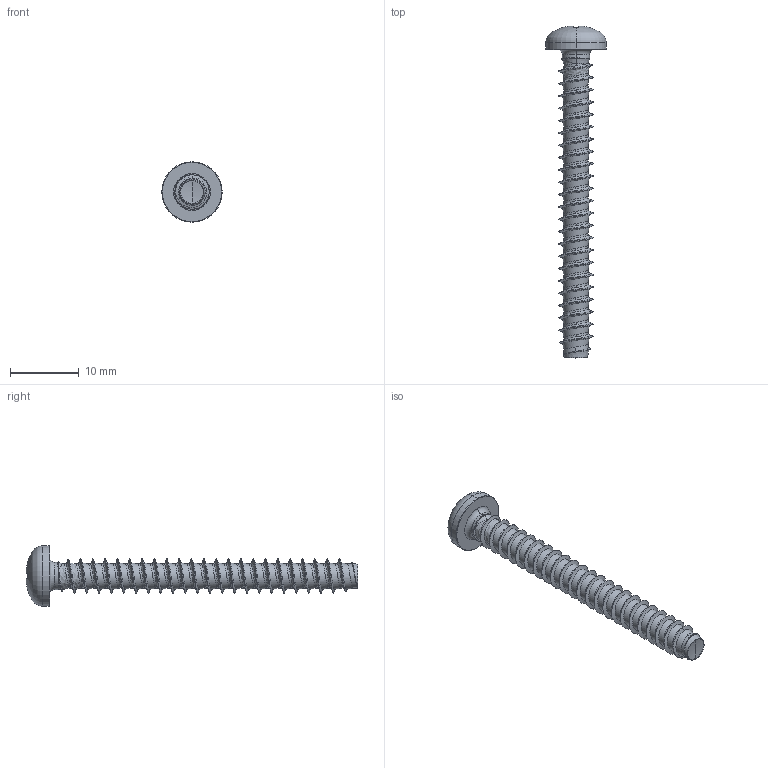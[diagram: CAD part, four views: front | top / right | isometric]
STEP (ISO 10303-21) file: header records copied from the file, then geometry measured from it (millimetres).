
FILE_DESCRIPTION (( 'STEP AP203' ), '1' );
FILE_NAME ('STP320500450.STEP', '2017-08-15T14:48:03', ( '' ), ( '' ), 'SwSTEP 2.0', 'SolidWorks 2015', '' );
FILE_SCHEMA (( 'CONFIG_CONTROL_DESIGN' ));
Length unit declared in the file: millimetre
Products named in the file (1): STP320500450
Bounding box: 8.8 x 48.45 x 8.8 mm (x, y, z)
Volume: 674.9 mm3; surface area: 1029.3 mm2
Topology: 1 solids, 1 shells, 212 faces, 506 edges, 296 vertices
Faces by surface type: cylinder 74, bspline 51, torus 28, sphere 28, plane 22, cone 9
Entity records: 38955 total; most frequent: CARTESIAN_POINT 34532, ORIENTED_EDGE 1008, DIRECTION 809, EDGE_CURVE 504, AXIS2_PLACEMENT_3D 351, VERTEX_POINT 296, EDGE_LOOP 214, ADVANCED_FACE 212
